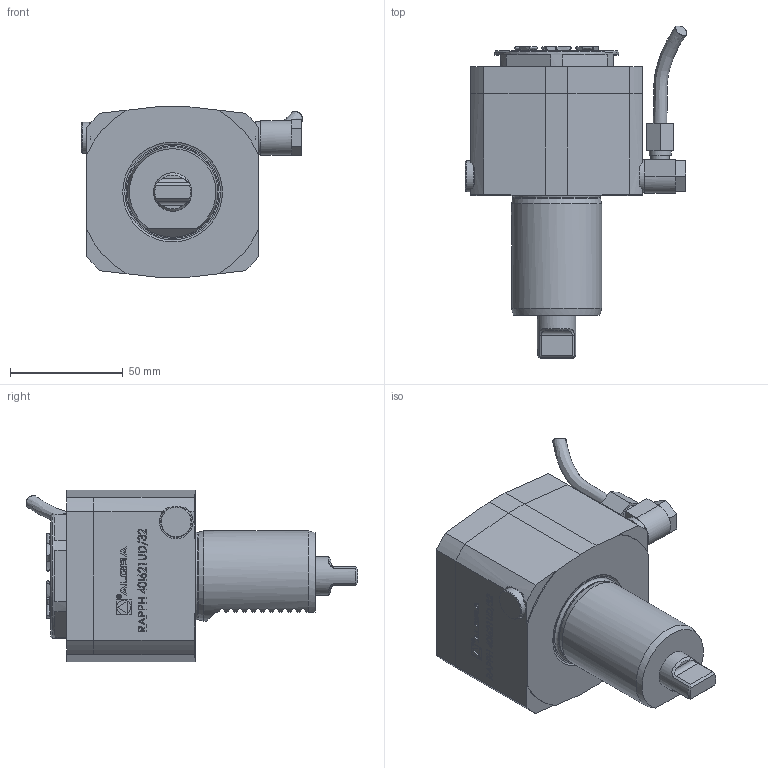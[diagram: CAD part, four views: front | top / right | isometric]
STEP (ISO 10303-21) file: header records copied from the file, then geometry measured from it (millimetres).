
FILE_DESCRIPTION (( 'STEP AP214' ), '1' );
FILE_NAME ('RAPPH40I621UD32.STEP', '2026-01-28T09:11:45', ( '' ), ( '' ), 'SwSTEP 2.0', 'SolidWorks 2023', '' );
FILE_SCHEMA (( 'AUTOMOTIVE_DESIGN' ));
Length unit declared in the file: millimetre
Products named in the file (1): RAPPH40I621UD32
Bounding box: 97.95 x 146.99 x 76 mm (x, y, z)
Volume: 397432.1 mm3; surface area: 41984 mm2
Topology: 1 solids, 1 shells, 637 faces, 1733 edges, 1137 vertices
Faces by surface type: plane 414, bspline 111, cylinder 90, cone 19, torus 3
Full cylindrical faces by diameter (mm): 1.7 x1, 2.1 x1, 6.366 x1, 8.2 x1, 9.8 x1, 13.8 x1, 14.5 x1, 17 x1, 27 x1, 33.448 x1, 37.5 x1, 38.5 x1, 38.7 x1, 40 x1, 55 x1
Entity records: 29577 total; most frequent: CARTESIAN_POINT 11040, ORIENTED_EDGE 3384, DIRECTION 2688, EDGE_CURVE 1692, VERTEX_POINT 1123, VECTOR 1044, LINE 1044, AXIS2_PLACEMENT_3D 822
